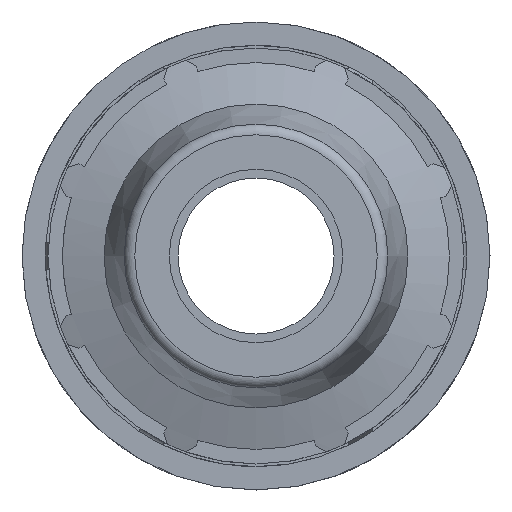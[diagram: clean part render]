
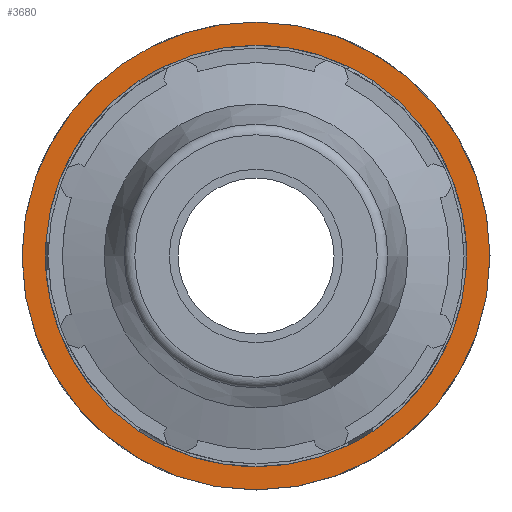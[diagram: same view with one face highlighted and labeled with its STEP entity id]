
A CAD part, left-side view. The second image highlights one B-rep face of the part: STEP entity #3680.
In plain terms, the highlighted planar face has unit normal (-1, 0, 0).
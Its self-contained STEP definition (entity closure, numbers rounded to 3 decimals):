
#93=FACE_BOUND('',#556,.T.);
#351=FACE_OUTER_BOUND('',#555,.T.);
#555=EDGE_LOOP('',(#3015));
#556=EDGE_LOOP('',(#3016));
#645=CIRCLE('',#3797,27.);
#744=CIRCLE('',#4015,21.6);
#1455=VERTEX_POINT('',#5383);
#1651=VERTEX_POINT('',#6315);
#1837=EDGE_CURVE('',#1455,#1455,#645,.T.);
#2146=EDGE_CURVE('',#1651,#1651,#744,.T.);
#3015=ORIENTED_EDGE('',*,*,#1837,.F.);
#3016=ORIENTED_EDGE('',*,*,#2146,.T.);
#3315=PLANE('',#4014);
#3680=ADVANCED_FACE('',(#351,#93),#3315,.T.);
#3797=AXIS2_PLACEMENT_3D('',#5384,#4335,#4336);
#4014=AXIS2_PLACEMENT_3D('',#6314,#4915,#4916);
#4015=AXIS2_PLACEMENT_3D('',#6316,#4917,#4918);
#4335=DIRECTION('center_axis',(1.,0.,0.));
#4336=DIRECTION('ref_axis',(0.,0.,-1.));
#4915=DIRECTION('center_axis',(-1.,0.,0.));
#4916=DIRECTION('ref_axis',(0.,0.,1.));
#4917=DIRECTION('center_axis',(1.,0.,0.));
#4918=DIRECTION('ref_axis',(0.,0.,-1.));
#5383=CARTESIAN_POINT('',(16.82,0.,27.));
#5384=CARTESIAN_POINT('Origin',(16.82,0.,0.));
#6314=CARTESIAN_POINT('Origin',(16.82,27.,0.));
#6315=CARTESIAN_POINT('',(16.82,21.6,0.));
#6316=CARTESIAN_POINT('Origin',(16.82,0.,0.));
